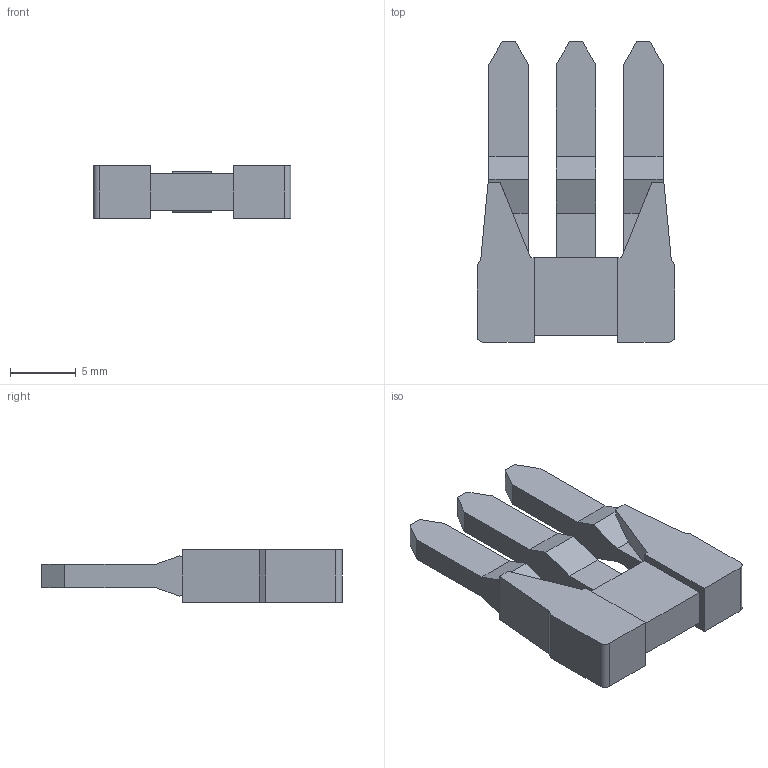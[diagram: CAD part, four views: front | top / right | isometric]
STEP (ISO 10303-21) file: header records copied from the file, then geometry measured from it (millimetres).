
FILE_DESCRIPTION((''),'2;1');
FILE_NAME('17202_SQI_2,5_3','2023-02-09T',('Andreas Nolte'),(''),'CREO PARAMETRIC BY PTC INC, 2017300','CREO PARAMETRIC BY PTC INC, 2017300','');
FILE_SCHEMA(('CONFIG_CONTROL_DESIGN'));
Length unit declared in the file: millimetre
Products named in the file (1): 17202_SQI_2,5_3
Bounding box: 15 x 22.77 x 4 mm (x, y, z)
Volume: 655.4 mm3; surface area: 864 mm2
Topology: 1 solids, 1 shells, 63 faces, 180 edges, 120 vertices
Faces by surface type: plane 61, cylinder 2
Entity records: 2098 total; most frequent: CARTESIAN_POINT 363, ORIENTED_EDGE 360, DIRECTION 310, EDGE_CURVE 180, VECTOR 176, LINE 176, VERTEX_POINT 120, AXIS2_PLACEMENT_3D 67
